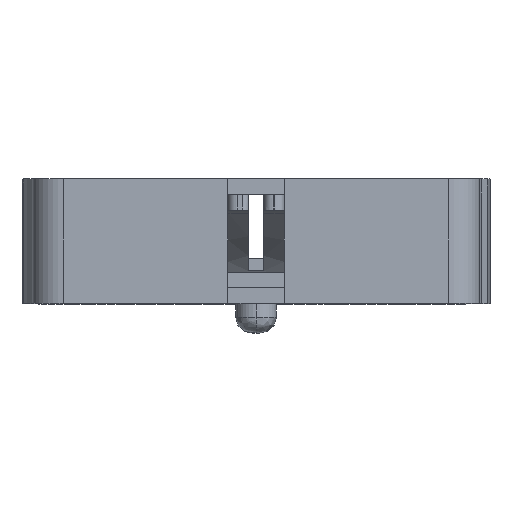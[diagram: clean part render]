
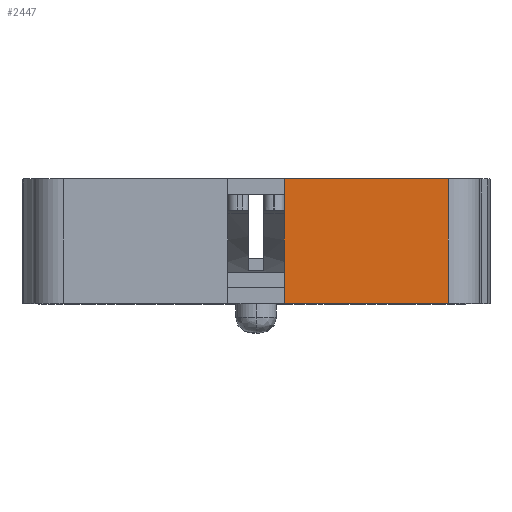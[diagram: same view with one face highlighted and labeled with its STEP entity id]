
A CAD part, top view. The second image highlights one B-rep face of the part: STEP entity #2447.
In plain terms, the highlighted planar face has unit normal (0, 0, 1).
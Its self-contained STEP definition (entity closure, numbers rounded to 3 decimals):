
#41 = LINE ( 'NONE', #8550, #4562 ) ;
#379 = PLANE ( 'NONE',  #5786 ) ;
#550 = EDGE_LOOP ( 'NONE', ( #9215, #6038, #7718, #1859 ) ) ;
#957 = CARTESIAN_POINT ( 'NONE',  ( 6.159, 0., 7.782 ) ) ;
#1306 = VERTEX_POINT ( 'NONE', #10788 ) ;
#1859 = ORIENTED_EDGE ( 'NONE', *, *, #11307, .T. ) ;
#2371 = VERTEX_POINT ( 'NONE', #10102 ) ;
#2447 = ADVANCED_FACE ( 'NONE', ( #3979 ), #379, .T. ) ;
#2564 = DIRECTION ( 'NONE',  ( -1., 0., 0. ) ) ;
#2826 = VERTEX_POINT ( 'NONE', #3816 ) ;
#3080 = VERTEX_POINT ( 'NONE', #10900 ) ;
#3816 = CARTESIAN_POINT ( 'NONE',  ( 0.9, 0., 7.782 ) ) ;
#3979 = FACE_OUTER_BOUND ( 'NONE', #550, .T. ) ;
#3982 = CARTESIAN_POINT ( 'NONE',  ( -6.176, 0., 7.782 ) ) ;
#4562 = VECTOR ( 'NONE', #9419, 1000. ) ;
#4595 = EDGE_CURVE ( 'NONE', #1306, #3080, #9104, .T. ) ;
#4906 = DIRECTION ( 'NONE',  ( 1., 0., 0. ) ) ;
#5018 = CARTESIAN_POINT ( 'NONE',  ( 0.9, 0., 7.782 ) ) ;
#5402 = VECTOR ( 'NONE', #8146, 1000. ) ;
#5786 = AXIS2_PLACEMENT_3D ( 'NONE', #3982, #10257, #4906 ) ;
#6038 = ORIENTED_EDGE ( 'NONE', *, *, #8961, .T. ) ;
#6559 = LINE ( 'NONE', #5018, #8954 ) ;
#7718 = ORIENTED_EDGE ( 'NONE', *, *, #4595, .T. ) ;
#7765 = LINE ( 'NONE', #957, #5402 ) ;
#7866 = EDGE_CURVE ( 'NONE', #2826, #2371, #41, .T. ) ;
#7940 = CARTESIAN_POINT ( 'NONE',  ( -6.176, 4., 7.782 ) ) ;
#8146 = DIRECTION ( 'NONE',  ( 0., 1., 0. ) ) ;
#8550 = CARTESIAN_POINT ( 'NONE',  ( 0., 0., 7.782 ) ) ;
#8954 = VECTOR ( 'NONE', #10354, 1000. ) ;
#8961 = EDGE_CURVE ( 'NONE', #2371, #1306, #7765, .T. ) ;
#9104 = LINE ( 'NONE', #7940, #11478 ) ;
#9215 = ORIENTED_EDGE ( 'NONE', *, *, #7866, .T. ) ;
#9419 = DIRECTION ( 'NONE',  ( 1., 0., 0. ) ) ;
#10102 = CARTESIAN_POINT ( 'NONE',  ( 6.159, 0., 7.782 ) ) ;
#10257 = DIRECTION ( 'NONE',  ( 0., 0., 1. ) ) ;
#10354 = DIRECTION ( 'NONE',  ( 0., -1., 0. ) ) ;
#10788 = CARTESIAN_POINT ( 'NONE',  ( 6.159, 4., 7.782 ) ) ;
#10900 = CARTESIAN_POINT ( 'NONE',  ( 0.9, 4., 7.782 ) ) ;
#11307 = EDGE_CURVE ( 'NONE', #3080, #2826, #6559, .T. ) ;
#11478 = VECTOR ( 'NONE', #2564, 1000. ) ;
